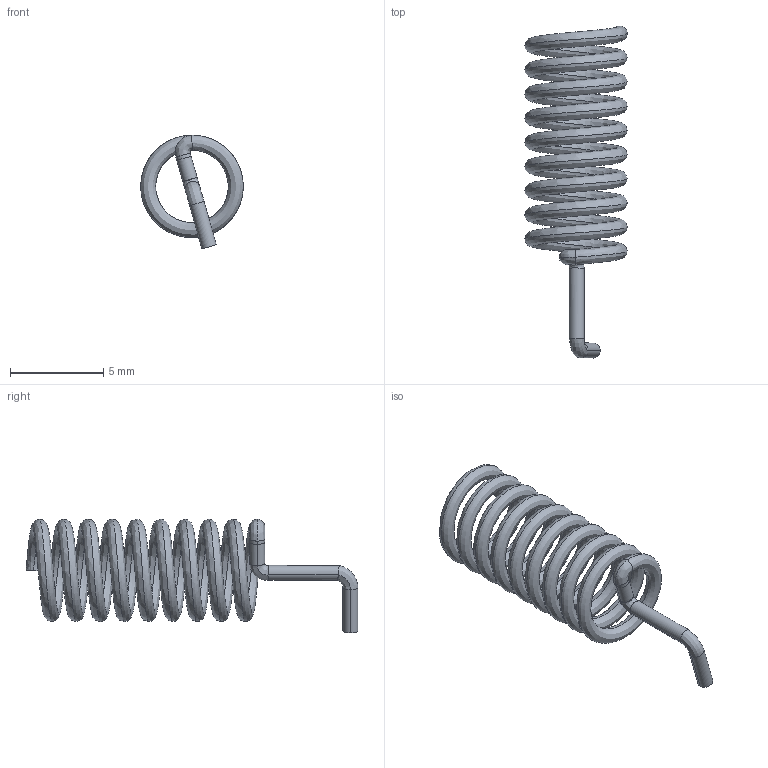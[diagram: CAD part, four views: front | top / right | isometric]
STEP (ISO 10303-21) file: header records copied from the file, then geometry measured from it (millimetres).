
FILE_DESCRIPTION (( 'STEP AP214' ), '1' );
FILE_NAME ('User Library-Antena espiral 915.STEP', '2022-05-17T19:27:06', ( '' ), ( '' ), 'SwSTEP 2.0', 'SolidWorks 2021', '' );
FILE_SCHEMA (( 'AUTOMOTIVE_DESIGN' ));
Length unit declared in the file: millimetre
Products named in the file (1): User Library-Antena espiral 915
Bounding box: 5.5 x 17.84 x 6.1 mm (x, y, z)
Volume: 74.3 mm3; surface area: 372.5 mm2
Topology: 1 solids, 1 shells, 19 faces, 36 edges, 20 vertices
Faces by surface type: bspline 14, plane 3, cylinder 2
Entity records: 3230 total; most frequent: CARTESIAN_POINT 2934, ORIENTED_EDGE 72, EDGE_CURVE 36, DIRECTION 30, VERTEX_POINT 20, EDGE_LOOP 20, FACE_OUTER_BOUND 19, ADVANCED_FACE 19
